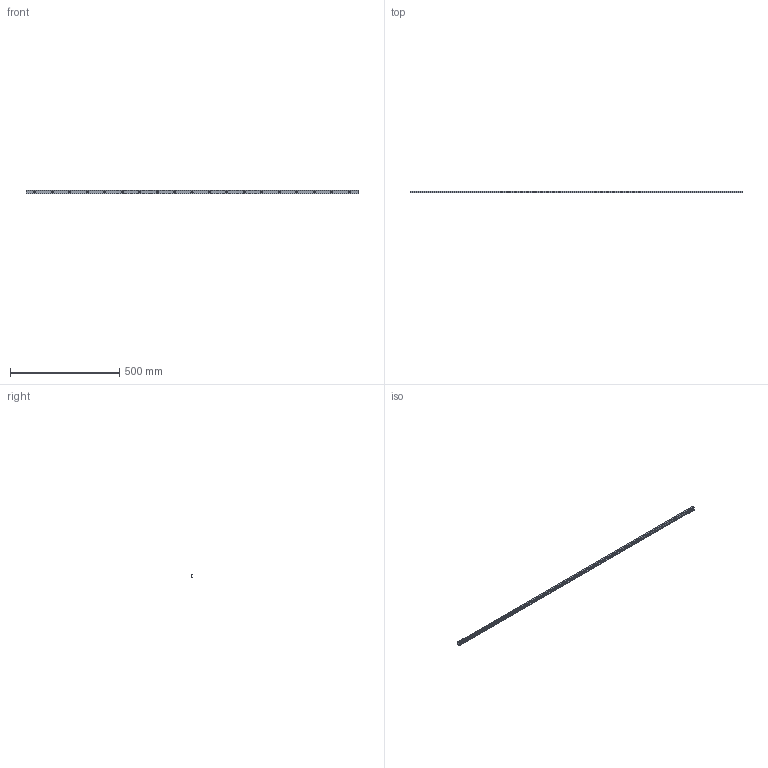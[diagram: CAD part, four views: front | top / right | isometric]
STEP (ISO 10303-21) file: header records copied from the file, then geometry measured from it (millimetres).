
FILE_DESCRIPTION((''),'2;1');
FILE_NAME('LCX 18-1520.V.stp','2016-04-28T13:12:15',('MRathmann'),(''),'Autodesk Inventor 2012','Autodesk Inventor 2012','');
FILE_SCHEMA(('CONFIG_CONTROL_DESIGN'));
Length unit declared in the file: millimetre
Products named in the file (1): LCX 18-1520.V
Bounding box: 1520 x 8.25 x 18 mm (x, y, z)
Volume: 111828 mm3; surface area: 95341.8 mm2
Topology: 1 solids, 1 shells, 62 faces, 161 edges, 101 vertices
Faces by surface type: cylinder 30, cone 19, plane 13
Full cylindrical faces by diameter (mm): 4.5 x19
Entity records: 1824 total; most frequent: DIRECTION 328, CARTESIAN_POINT 287, ORIENTED_EDGE 246, AXIS2_PLACEMENT_3D 142, EDGE_LOOP 138, EDGE_CURVE 123, VERTEX_POINT 101, CIRCLE 79
